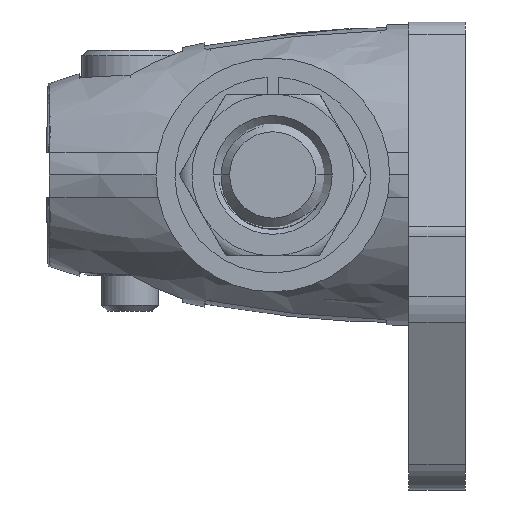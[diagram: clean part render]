
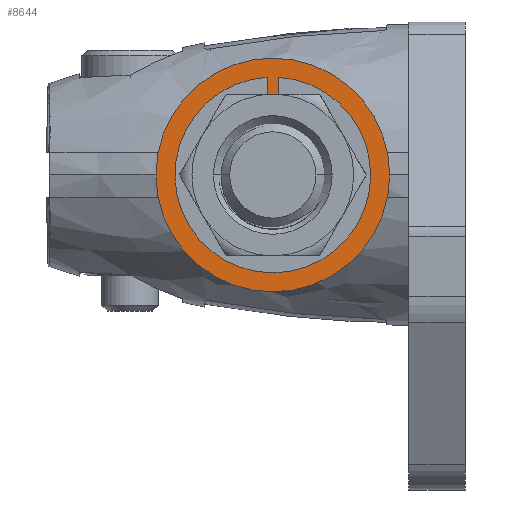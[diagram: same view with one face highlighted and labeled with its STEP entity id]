
A CAD part, front view. The second image highlights one B-rep face of the part: STEP entity #8644.
In plain terms, the highlighted planar face has unit normal (0, -1, 0).
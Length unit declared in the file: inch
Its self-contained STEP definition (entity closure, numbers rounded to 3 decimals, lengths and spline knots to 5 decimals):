
#8555=CARTESIAN_POINT('',(0.,0.,0.));
#8556=DIRECTION('',(0.,1.,0.));
#8557=DIRECTION('',(1.,0.,0.));
#8558=AXIS2_PLACEMENT_3D('',#8555,#8556,#8557);
#8560=CARTESIAN_POINT('',(0.,0.,0.));
#8561=DIRECTION('',(0.,1.,0.));
#8562=DIRECTION('',(-1.,0.,0.));
#8563=AXIS2_PLACEMENT_3D('',#8560,#8561,#8562);
#8565=CARTESIAN_POINT('',(0.,0.,0.));
#8566=DIRECTION('',(0.,-1.,0.));
#8567=DIRECTION('',(1.,0.,0.));
#8568=AXIS2_PLACEMENT_3D('',#8565,#8566,#8567);
#8570=CARTESIAN_POINT('',(0.,0.,0.));
#8571=DIRECTION('',(0.,-1.,0.));
#8572=DIRECTION('',(-1.,0.,0.));
#8573=AXIS2_PLACEMENT_3D('',#8570,#8571,#8572);
#8611=CARTESIAN_POINT('',(0.406,0.,0.));
#8612=CARTESIAN_POINT('',(-0.406,0.,0.));
#8613=VERTEX_POINT('',#8611);
#8614=VERTEX_POINT('',#8612);
#8615=CARTESIAN_POINT('',(0.203,0.,0.));
#8616=CARTESIAN_POINT('',(-0.203,0.,0.));
#8617=VERTEX_POINT('',#8615);
#8618=VERTEX_POINT('',#8616);
#8627=CARTESIAN_POINT('',(0.,0.,0.));
#8628=DIRECTION('',(0.,1.,0.));
#8629=DIRECTION('',(1.,0.,0.));
#8630=AXIS2_PLACEMENT_3D('',#8627,#8628,#8629);
#8631=PLANE('',#8630);
#8633=ORIENTED_EDGE('',*,*,#8632,.T.);
#8635=ORIENTED_EDGE('',*,*,#8634,.T.);
#8636=EDGE_LOOP('',(#8633,#8635));
#8637=FACE_OUTER_BOUND('',#8636,.F.);
#8639=ORIENTED_EDGE('',*,*,#8638,.T.);
#8641=ORIENTED_EDGE('',*,*,#8640,.T.);
#8642=EDGE_LOOP('',(#8639,#8641));
#8643=FACE_BOUND('',#8642,.F.);
#8644=ADVANCED_FACE('',(#8637,#8643),#8631,.F.);
#8559=CIRCLE('',#8558,0.406);
#8564=CIRCLE('',#8563,0.406);
#8569=CIRCLE('',#8568,0.203);
#8574=CIRCLE('',#8573,0.203);
#8632=EDGE_CURVE('',#8613,#8614,#8559,.T.);
#8634=EDGE_CURVE('',#8614,#8613,#8564,.T.);
#8638=EDGE_CURVE('',#8617,#8618,#8569,.T.);
#8640=EDGE_CURVE('',#8618,#8617,#8574,.T.);
